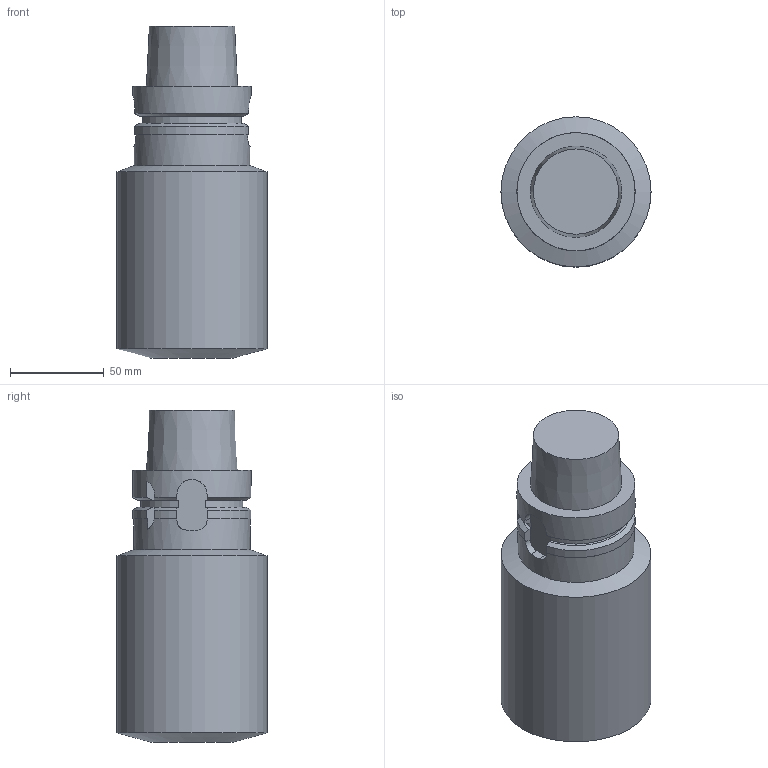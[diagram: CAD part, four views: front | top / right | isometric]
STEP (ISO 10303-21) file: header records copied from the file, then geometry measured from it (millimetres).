
FILE_DESCRIPTION((''),'1');
FILE_NAME('HSK-T63-BSL40-145.stp','2022-10-05T03:27:27',(''),(''),'Spatial Interop R21 SP3','Kubotek KeyCreator 2011 V10.0.2 (22737)',' ');
FILE_SCHEMA(('automotive_design'));
Length unit declared in the file: millimetre
Products named in the file (1): 240[2]
Bounding box: 80 x 80 x 177 mm (x, y, z)
Volume: 682154.5 mm3; surface area: 48386.7 mm2
Topology: 1 solids, 1 shells, 54 faces, 150 edges, 99 vertices
Faces by surface type: plane 27, cylinder 18, cone 9
Full cylindrical faces by diameter (mm): 62 x1, 63 x1, 80 x1
Entity records: 3147 total; most frequent: CARTESIAN_POINT 482, ORIENTED_EDGE 278, DIRECTION 266, PRESENTATION_STYLE_ASSIGNMENT 247, COLOUR_RGB 247, STYLED_ITEM 193, CURVE_STYLE 193, DRAUGHTING_PRE_DEFINED_CURVE_FONT 193
